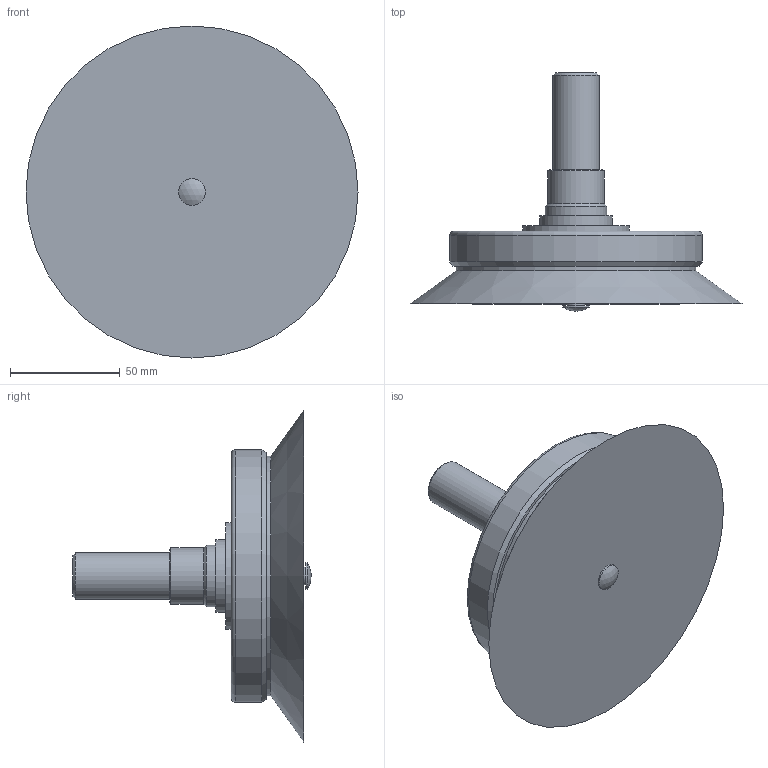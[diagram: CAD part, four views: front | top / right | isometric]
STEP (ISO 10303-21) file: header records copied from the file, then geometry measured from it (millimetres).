
FILE_DESCRIPTION(/* description */ (''),/* implementation_level */ '2;1');
FILE_NAME(/* name */ 'vmbv155cn.stp',/* time_stamp */ '2020-11-12T11:07:30+01:00',/* author */ ('enginyeria'),/* organization */ (''),/* preprocessor_version */ 'ST-DEVELOPER v17.2',/* originating_system */ 'Autodesk Inventor 2019',/* authorisation */ '');
FILE_SCHEMA (('CONFIG_CONTROL_DESIGN'));
Length unit declared in the file: millimetre
Products named in the file (1): vmbv155cn
Bounding box: 151 x 108.34 x 151 mm (x, y, z)
Volume: 416381.3 mm3; surface area: 52386.5 mm2
Topology: 1 solids, 1 shells, 27 faces, 71 edges, 53 vertices
Faces by surface type: cylinder 10, plane 8, cone 7, torus 1, sphere 1
Full cylindrical faces by diameter (mm): 8.1 x1, 11.445 x1, 12.2 x1, 20.94 x1, 25.5 x1, 28 x1, 33 x1, 48.5 x1, 109 x1, 115 x1
Entity records: 1001 total; most frequent: DIRECTION 179, CARTESIAN_POINT 151, ORIENTED_EDGE 140, AXIS2_PLACEMENT_3D 81, EDGE_CURVE 70, CIRCLE 53, VERTEX_POINT 53, EDGE_LOOP 35
